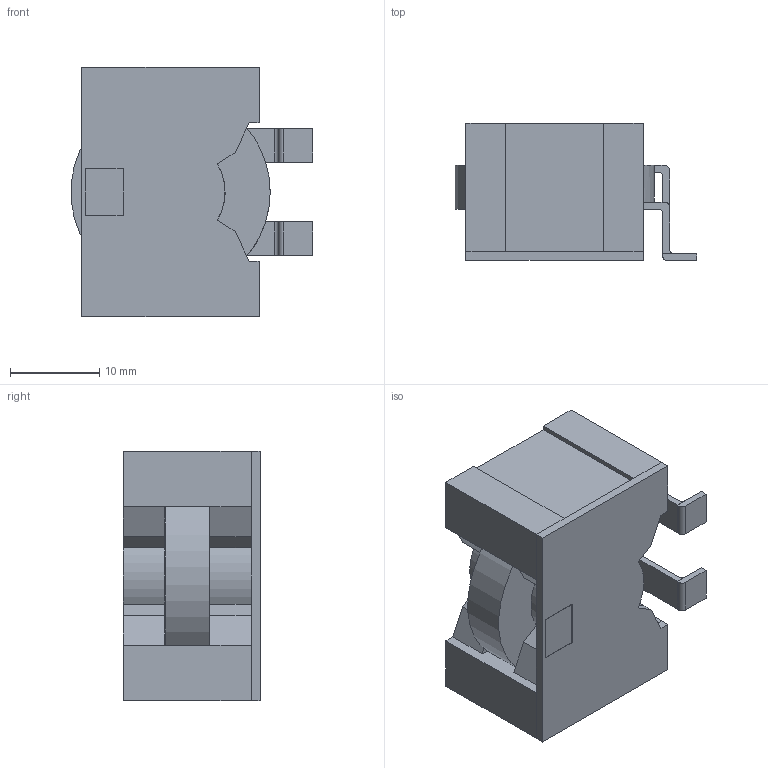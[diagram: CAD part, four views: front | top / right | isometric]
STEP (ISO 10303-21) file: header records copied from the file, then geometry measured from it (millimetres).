
FILE_DESCRIPTION (( 'STEP AP214' ), '1' );
FILE_NAME ('SER2915H-223KL.STEP', '2023-06-20T13:07:52', ( '' ), ( '' ), 'SwSTEP 2.0', 'SolidWorks 2013', '' );
FILE_SCHEMA (( 'AUTOMOTIVE_DESIGN' ));
Length unit declared in the file: millimetre
Products named in the file (1): SER2915H-223KL
Bounding box: 27 x 15.36 x 27.9 mm (x, y, z)
Volume: 7453.5 mm3; surface area: 3980.3 mm2
Topology: 3 solids, 3 shells, 386 faces, 1164 edges, 811 vertices
Faces by surface type: plane 264, bspline 107, cylinder 15
Entity records: 20756 total; most frequent: CARTESIAN_POINT 7079, ORIENTED_EDGE 2328, DIRECTION 1314, EDGE_CURVE 1164, VERTEX_POINT 811, LINE 690, VECTOR 690, B_SPLINE_CURVE_WITH_KNOTS 442
